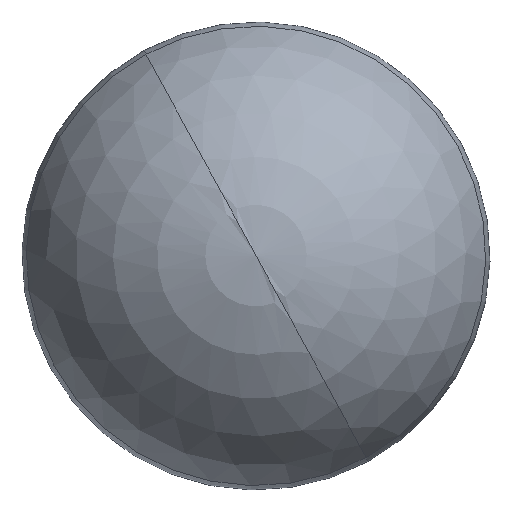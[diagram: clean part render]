
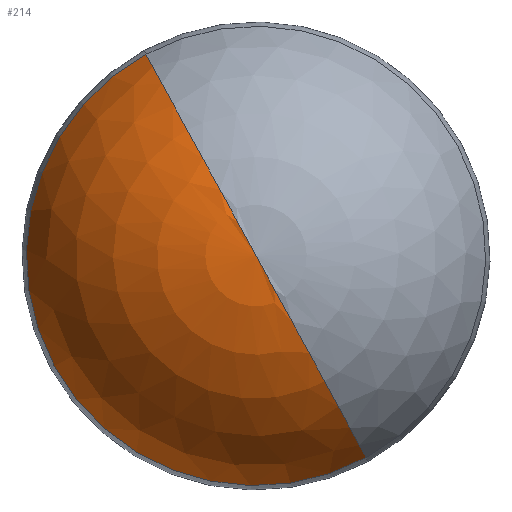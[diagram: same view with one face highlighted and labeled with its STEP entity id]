
A CAD part, top view. The second image highlights one B-rep face of the part: STEP entity #214.
In plain terms, the highlighted spherical face has radius 192.15 mm.
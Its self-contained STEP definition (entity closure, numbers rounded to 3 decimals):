
#183 = EDGE_CURVE('',#184,#186,#188,.T.);
#184 = VERTEX_POINT('',#185);
#185 = CARTESIAN_POINT('',(-88.183,961.418,26.461));
#186 = VERTEX_POINT('',#187);
#187 = CARTESIAN_POINT('',(0.,800.,163.026));
#188 = CIRCLE('',#189,192.15);
#189 = AXIS2_PLACEMENT_3D('',#190,#191,#192);
#190 = CARTESIAN_POINT('',(0.,800.,-29.124));
#191 = DIRECTION('',(0.878,0.479,-0.));
#192 = DIRECTION('',(-0.479,0.878,0.));
#194 = EDGE_CURVE('',#195,#186,#197,.T.);
#195 = VERTEX_POINT('',#196);
#196 = CARTESIAN_POINT('',(88.183,638.582,26.461));
#197 = CIRCLE('',#198,192.15);
#198 = AXIS2_PLACEMENT_3D('',#199,#200,#201);
#199 = CARTESIAN_POINT('',(0.,800.,-29.124));
#200 = DIRECTION('',(-0.878,-0.479,0.));
#201 = DIRECTION('',(0.479,-0.878,0.));
#214 = ADVANCED_FACE('',(#215),#226,.T.);
#215 = FACE_BOUND('',#216,.T.);
#216 = EDGE_LOOP('',(#217,#218,#219));
#217 = ORIENTED_EDGE('',*,*,#194,.T.);
#218 = ORIENTED_EDGE('',*,*,#183,.F.);
#219 = ORIENTED_EDGE('',*,*,#220,.T.);
#220 = EDGE_CURVE('',#184,#195,#221,.T.);
#221 = CIRCLE('',#222,183.935);
#222 = AXIS2_PLACEMENT_3D('',#223,#224,#225);
#223 = CARTESIAN_POINT('',(0.,800.,26.461));
#224 = DIRECTION('',(0.,0.,1.));
#225 = DIRECTION('',(1.,0.,-0.));
#226 = SPHERICAL_SURFACE('',#227,192.15);
#227 = AXIS2_PLACEMENT_3D('',#228,#229,#230);
#228 = CARTESIAN_POINT('',(0.,800.,-29.124));
#229 = DIRECTION('',(0.,0.,1.));
#230 = DIRECTION('',(-0.479,0.878,0.));
